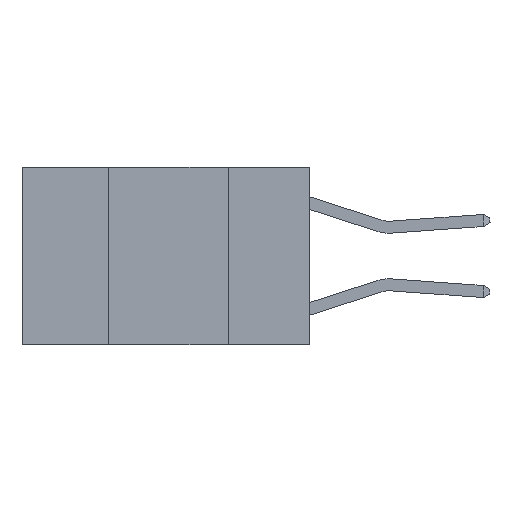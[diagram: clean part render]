
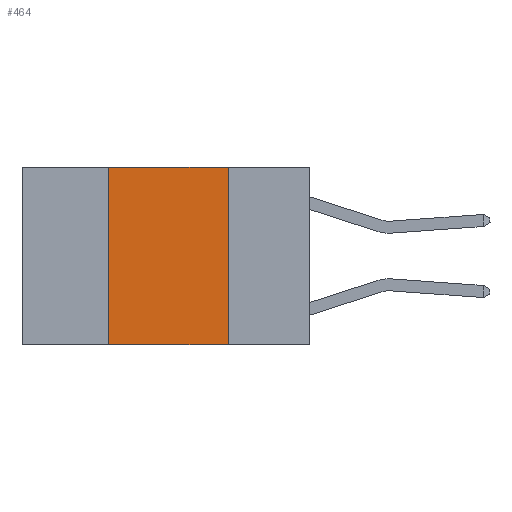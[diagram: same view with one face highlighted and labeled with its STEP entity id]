
A CAD part, left-side view. The second image highlights one B-rep face of the part: STEP entity #464.
In plain terms, the highlighted planar face has unit normal (-1, 0, 0).
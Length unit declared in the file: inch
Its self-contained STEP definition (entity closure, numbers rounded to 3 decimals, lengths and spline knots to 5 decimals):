
#178 = CARTESIAN_POINT ( 'NONE',  ( 0., 0.6, 0. ) ) ;
#464 = ADVANCED_FACE ( 'NONE', ( #13528 ), #1625, .F. ) ;
#711 = EDGE_CURVE ( 'NONE', #14027, #11681, #13513, .T. ) ;
#859 = VECTOR ( 'NONE', #4830, 39.37008 ) ;
#1625 = PLANE ( 'NONE',  #4702 ) ;
#1682 = DIRECTION ( 'NONE',  ( 0., 0., -1. ) ) ;
#2847 = CARTESIAN_POINT ( 'NONE',  ( 0., 0.17, 0. ) ) ;
#3451 = CARTESIAN_POINT ( 'NONE',  ( 0., 0.6, -0.37 ) ) ;
#3508 = EDGE_LOOP ( 'NONE', ( #12402, #12425, #12447, #12606 ) ) ;
#3515 = CARTESIAN_POINT ( 'NONE',  ( 0., 0.17, -0.37 ) ) ;
#4276 = EDGE_CURVE ( 'NONE', #11681, #4491, #10099, .T. ) ;
#4300 = EDGE_CURVE ( 'NONE', #6147, #14027, #16663, .T. ) ;
#4412 = EDGE_CURVE ( 'NONE', #6147, #4491, #15424, .T. ) ;
#4491 = VERTEX_POINT ( 'NONE', #3515 ) ;
#4702 = AXIS2_PLACEMENT_3D ( 'NONE', #178, #9656, #1682 ) ;
#4830 = DIRECTION ( 'NONE',  ( 0., -1., 0. ) ) ;
#5821 = CARTESIAN_POINT ( 'NONE',  ( 0., 0.17, 0. ) ) ;
#6147 = VERTEX_POINT ( 'NONE', #7906 ) ;
#6155 = CARTESIAN_POINT ( 'NONE',  ( 0., 0.42, 0. ) ) ;
#6625 = VECTOR ( 'NONE', #10834, 39.37008 ) ;
#6697 = VECTOR ( 'NONE', #16196, 39.37008 ) ;
#7906 = CARTESIAN_POINT ( 'NONE',  ( 0., 0.42, -0.37 ) ) ;
#9535 = CARTESIAN_POINT ( 'NONE',  ( 0., 0.6, 0. ) ) ;
#9656 = DIRECTION ( 'NONE',  ( 1., 0., 0. ) ) ;
#9746 = CARTESIAN_POINT ( 'NONE',  ( 0., 0.42, 0. ) ) ;
#10099 = LINE ( 'NONE', #5821, #6697 ) ;
#10834 = DIRECTION ( 'NONE',  ( 0., -1., 0. ) ) ;
#11045 = DIRECTION ( 'NONE',  ( 0., 0., 1. ) ) ;
#11681 = VERTEX_POINT ( 'NONE', #2847 ) ;
#12402 = ORIENTED_EDGE ( 'NONE', *, *, #4276, .F. ) ;
#12425 = ORIENTED_EDGE ( 'NONE', *, *, #711, .F. ) ;
#12447 = ORIENTED_EDGE ( 'NONE', *, *, #4300, .F. ) ;
#12606 = ORIENTED_EDGE ( 'NONE', *, *, #4412, .T. ) ;
#13513 = LINE ( 'NONE', #9535, #6625 ) ;
#13528 = FACE_OUTER_BOUND ( 'NONE', #3508, .T. ) ;
#14027 = VERTEX_POINT ( 'NONE', #6155 ) ;
#15424 = LINE ( 'NONE', #3451, #859 ) ;
#16196 = DIRECTION ( 'NONE',  ( 0., 0., -1. ) ) ;
#16239 = VECTOR ( 'NONE', #11045, 39.37008 ) ;
#16663 = LINE ( 'NONE', #9746, #16239 ) ;
